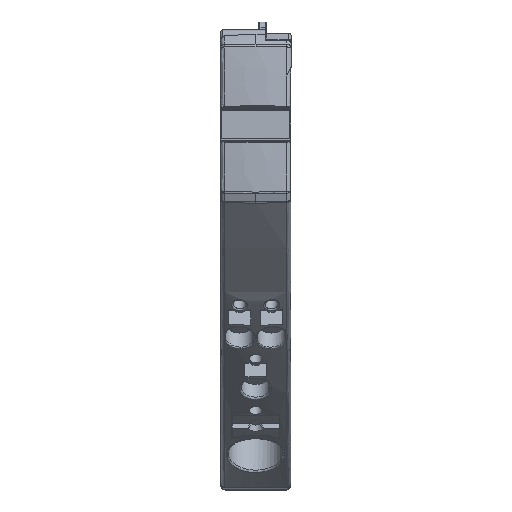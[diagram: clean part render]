
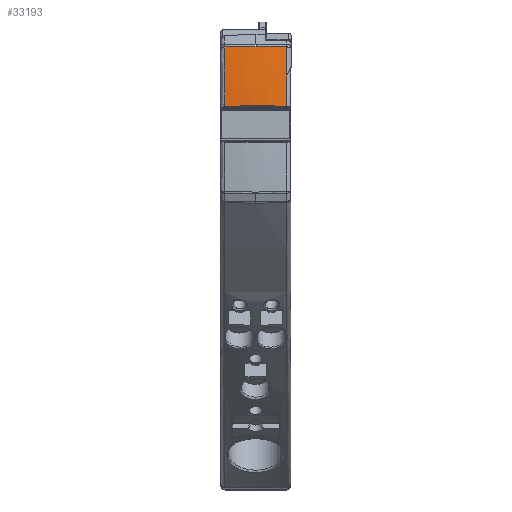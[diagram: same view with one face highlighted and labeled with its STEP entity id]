
A CAD part, top view. The second image highlights one B-rep face of the part: STEP entity #33193.
In plain terms, the highlighted free-form (B-spline) face has degree [3, 3] with [4, 4] control points.
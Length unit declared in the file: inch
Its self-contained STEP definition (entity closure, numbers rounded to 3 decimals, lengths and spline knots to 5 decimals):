
#208 = CARTESIAN_POINT ( 'NONE',  ( -0.07077, 2.77682, 3.56358 ) ) ;
#583 = CARTESIAN_POINT ( 'NONE',  ( 0.07338, 2.91588, 3.54932 ) ) ;
#721 = EDGE_CURVE ( 'NONE', #23757, #15064, #21308, .T. ) ;
#882 = CARTESIAN_POINT ( 'NONE',  ( 0.21409, 2.85689, 3.53891 ) ) ;
#1044 = CARTESIAN_POINT ( 'NONE',  ( 0.21408, 2.78423, 3.5464 ) ) ;
#1365 = CARTESIAN_POINT ( 'NONE',  ( -0.21406, 1.84927, -6.24016 ) ) ;
#1514 = CARTESIAN_POINT ( 'NONE',  ( 0.00198, 3.05032, 3.52881 ) ) ;
#1706 = CARTESIAN_POINT ( 'NONE',  ( -0.07016, 3.05032, 3.52888 ) ) ;
#2974 = FACE_OUTER_BOUND ( 'NONE', #15983, .T. ) ;
#3348 = CARTESIAN_POINT ( 'NONE',  ( -0.07077, 2.9159, 3.54942 ) ) ;
#3359 = CARTESIAN_POINT ( 'NONE',  ( -0.21406, 2.63869, 3.55894 ) ) ;
#3529 = CARTESIAN_POINT ( 'NONE',  ( -0.07077, 3.05464, 3.53231 ) ) ;
#3563 = VERTEX_POINT ( 'NONE', #27227 ) ;
#3730 = AXIS2_PLACEMENT_3D ( 'NONE', #1365, #12406, #34707 ) ;
#4115 = CARTESIAN_POINT ( 'NONE',  ( -0.21406, 3.05026, 3.51705 ) ) ;
#4352 = CARTESIAN_POINT ( 'NONE',  ( 0.21406, 2.98587, 3.52498 ) ) ;
#5153 = EDGE_CURVE ( 'NONE', #3563, #26145, #29257, .T. ) ;
#7084 =( BOUNDED_SURFACE ( )  B_SPLINE_SURFACE ( 3, 3, ( 
 ( #31148, #34097, #9054, #11241 ),
 ( #8866, #208, #3348, #3529 ),
 ( #14188, #25808, #583, #19710 ),
 ( #33532, #11807, #23025, #28754 ) ),
 .UNSPECIFIED., .F., .F., .T. ) 
 B_SPLINE_SURFACE_WITH_KNOTS ( ( 4, 4 ),
 ( 4, 4 ),
 ( 0., 1. ),
 ( 0., 1. ),
 .UNSPECIFIED. ) 
 GEOMETRIC_REPRESENTATION_ITEM ( )  RATIONAL_B_SPLINE_SURFACE ( (
 ( 1., 1., 1., 1.),
 ( 0.996, 0.996, 0.996, 0.996),
 ( 0.996, 0.996, 0.996, 0.996),
 ( 1., 1., 1., 1.) ) ) 
 REPRESENTATION_ITEM ( '' )  SURFACE ( )  );
#8171 = CARTESIAN_POINT ( 'NONE',  ( -0.14271, 2.6437, 3.56637 ) ) ;
#8355 = CARTESIAN_POINT ( 'NONE',  ( 0.1427, 2.6437, 3.56637 ) ) ;
#8866 = CARTESIAN_POINT ( 'NONE',  ( -0.07077, 2.63747, 3.57477 ) ) ;
#8933 = EDGE_CURVE ( 'NONE', #14831, #15064, #14403, .T. ) ;
#9054 = CARTESIAN_POINT ( 'NONE',  ( -0.21406, 2.9142, 3.53384 ) ) ;
#9340 = CARTESIAN_POINT ( 'NONE',  ( 0.21407, 2.71149, 3.55308 ) ) ;
#10429 = CARTESIAN_POINT ( 'NONE',  ( 0.21405, 3.05026, 3.51705 ) ) ;
#10976 = CARTESIAN_POINT ( 'NONE',  ( -0.21406, 3.05026, 3.51705 ) ) ;
#11241 = CARTESIAN_POINT ( 'NONE',  ( -0.21406, 3.05272, 3.51675 ) ) ;
#11807 = CARTESIAN_POINT ( 'NONE',  ( 0.21665, 2.77531, 3.54768 ) ) ;
#12397 = CARTESIAN_POINT ( 'NONE',  ( 0.00198, 3.05032, 3.52881 ) ) ;
#12406 = DIRECTION ( 'NONE',  ( -1., 0., 0. ) ) ;
#12489 = EDGE_CURVE ( 'NONE', #36322, #3563, #34728, .T. ) ;
#12990 = ORIENTED_EDGE ( 'NONE', *, *, #721, .F. ) ;
#13619 = ORIENTED_EDGE ( 'NONE', *, *, #12489, .T. ) ;
#14188 = CARTESIAN_POINT ( 'NONE',  ( 0.07338, 2.63746, 3.57467 ) ) ;
#14403 = B_SPLINE_CURVE_WITH_KNOTS ( 'NONE', 3,
 ( #12397, #1706, #29695, #4115 ),
 .UNSPECIFIED., .F., .F.,
 ( 4, 4 ),
 ( 0., 1. ),
 .UNSPECIFIED. ) ;
#14681 = CARTESIAN_POINT ( 'NONE',  ( 0.21405, 2.63869, 3.55894 ) ) ;
#14831 = VERTEX_POINT ( 'NONE', #33540 ) ;
#15064 = VERTEX_POINT ( 'NONE', #10976 ) ;
#15983 = EDGE_LOOP ( 'NONE', ( #25437, #13619, #18678, #17584, #35285, #12990 ) ) ;
#16823 = CARTESIAN_POINT ( 'NONE',  ( 0.21405, 2.63869, 3.55894 ) ) ;
#17197 = CARTESIAN_POINT ( 'NONE',  ( 0.14367, 3.0503, 3.52481 ) ) ;
#17584 = ORIENTED_EDGE ( 'NONE', *, *, #35738, .T. ) ;
#18678 = ORIENTED_EDGE ( 'NONE', *, *, #5153, .T. ) ;
#19710 = CARTESIAN_POINT ( 'NONE',  ( 0.07338, 3.05463, 3.53221 ) ) ;
#19941 = CARTESIAN_POINT ( 'NONE',  ( 0.21405, 3.05026, 3.51705 ) ) ;
#21308 = CIRCLE ( 'NONE', #3730, 9.83085 ) ;
#22142 = CARTESIAN_POINT ( 'NONE',  ( -0.21406, 2.63869, 3.55894 ) ) ;
#22565 = CARTESIAN_POINT ( 'NONE',  ( 0.21405, 2.63869, 3.55894 ) ) ;
#23025 = CARTESIAN_POINT ( 'NONE',  ( 0.21665, 2.91417, 3.53355 ) ) ;
#23757 = VERTEX_POINT ( 'NONE', #3359 ) ;
#24666 = B_SPLINE_CURVE_WITH_KNOTS ( 'NONE', 3,
 ( #22142, #8171, #36351, #8355, #16823 ),
 .UNSPECIFIED., .F., .F.,
 ( 4, 1, 4 ),
 ( 0., 0.00544, 0.01087 ),
 .UNSPECIFIED. ) ;
#25437 = ORIENTED_EDGE ( 'NONE', *, *, #29592, .T. ) ;
#25808 = CARTESIAN_POINT ( 'NONE',  ( 0.07338, 2.77681, 3.56348 ) ) ;
#25922 = CARTESIAN_POINT ( 'NONE',  ( 0.21409, 2.85689, 3.53891 ) ) ;
#26145 = VERTEX_POINT ( 'NONE', #10429 ) ;
#26274 = CARTESIAN_POINT ( 'NONE',  ( 0.21405, 3.05026, 3.51705 ) ) ;
#26587 = B_SPLINE_CURVE_WITH_KNOTS ( 'NONE', 3,
 ( #19941, #17197, #28443, #1514 ),
 .UNSPECIFIED., .F., .F.,
 ( 4, 4 ),
 ( 0., 1. ),
 .UNSPECIFIED. ) ;
#27227 = CARTESIAN_POINT ( 'NONE',  ( 0.21409, 2.85689, 3.53891 ) ) ;
#28443 = CARTESIAN_POINT ( 'NONE',  ( 0.07285, 3.05032, 3.52873 ) ) ;
#28754 = CARTESIAN_POINT ( 'NONE',  ( 0.21665, 3.05269, 3.51647 ) ) ;
#29257 = B_SPLINE_CURVE_WITH_KNOTS ( 'NONE', 3,
 ( #882, #35105, #4352, #26274 ),
 .UNSPECIFIED., .F., .F.,
 ( 4, 4 ),
 ( 0., 1. ),
 .UNSPECIFIED. ) ;
#29592 = EDGE_CURVE ( 'NONE', #23757, #36322, #24666, .T. ) ;
#29695 = CARTESIAN_POINT ( 'NONE',  ( -0.14239, 3.0503, 3.52495 ) ) ;
#31148 = CARTESIAN_POINT ( 'NONE',  ( -0.21406, 2.63621, 3.55914 ) ) ;
#33193 = ADVANCED_FACE ( 'NONE', ( #2974 ), #7084, .T. ) ;
#33532 = CARTESIAN_POINT ( 'NONE',  ( 0.21665, 2.63619, 3.55886 ) ) ;
#33540 = CARTESIAN_POINT ( 'NONE',  ( 0.00198, 3.05032, 3.52881 ) ) ;
#34097 = CARTESIAN_POINT ( 'NONE',  ( -0.21406, 2.77534, 3.54797 ) ) ;
#34707 = DIRECTION ( 'NONE',  ( 0., 0., 1. ) ) ;
#34728 = B_SPLINE_CURVE_WITH_KNOTS ( 'NONE', 3,
 ( #14681, #9340, #1044, #25922 ),
 .UNSPECIFIED., .F., .F.,
 ( 4, 4 ),
 ( 0., 1. ),
 .UNSPECIFIED. ) ;
#35105 = CARTESIAN_POINT ( 'NONE',  ( 0.21408, 2.92141, 3.53226 ) ) ;
#35285 = ORIENTED_EDGE ( 'NONE', *, *, #8933, .T. ) ;
#35738 = EDGE_CURVE ( 'NONE', #26145, #14831, #26587, .T. ) ;
#36322 = VERTEX_POINT ( 'NONE', #22565 ) ;
#36351 = CARTESIAN_POINT ( 'NONE',  ( 0., 2.64866, 3.57373 ) ) ;
